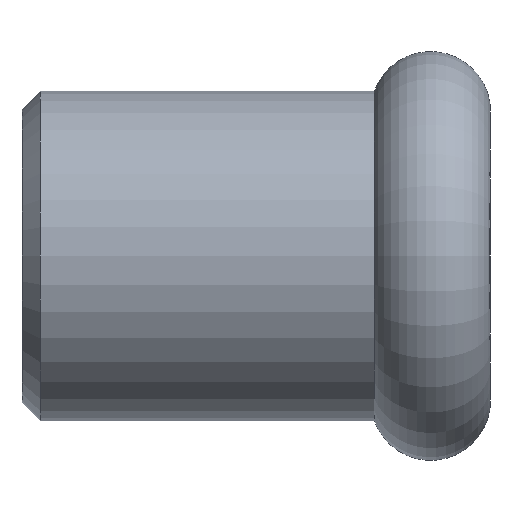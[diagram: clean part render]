
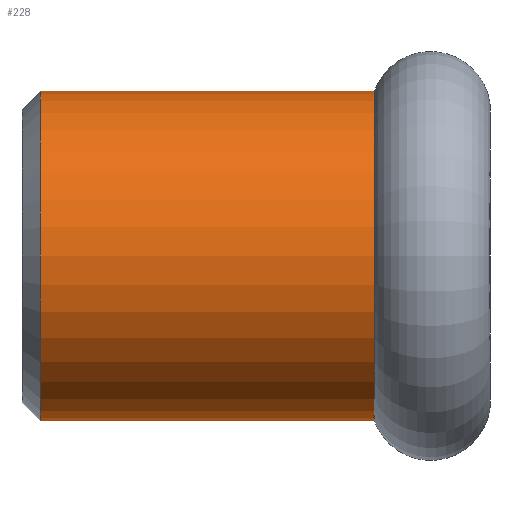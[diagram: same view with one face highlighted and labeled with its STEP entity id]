
A CAD part, left-side view. The second image highlights one B-rep face of the part: STEP entity #228.
In plain terms, the highlighted cylindrical face has radius 9.15 mm (diameter 18.3 mm), a full revolution.
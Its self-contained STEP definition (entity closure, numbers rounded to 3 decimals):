
#30=LINE('',#437,#35);
#35=VECTOR('',#363,9.15);
#39=CYLINDRICAL_SURFACE('',#284,9.15);
#49=FACE_OUTER_BOUND('',#61,.T.);
#61=EDGE_LOOP('',(#191,#192,#193,#194,#195,#196));
#65=CIRCLE('',#253,9.15);
#66=CIRCLE('',#254,9.15);
#87=CIRCLE('',#281,9.15);
#88=CIRCLE('',#282,9.15);
#93=VERTEX_POINT('',#381);
#94=VERTEX_POINT('',#382);
#112=VERTEX_POINT('',#430);
#113=VERTEX_POINT('',#432);
#116=EDGE_CURVE('',#93,#94,#65,.T.);
#117=EDGE_CURVE('',#94,#93,#66,.T.);
#141=EDGE_CURVE('',#112,#113,#87,.T.);
#142=EDGE_CURVE('',#113,#112,#88,.T.);
#143=EDGE_CURVE('',#112,#94,#30,.T.);
#191=ORIENTED_EDGE('',*,*,#142,.F.);
#192=ORIENTED_EDGE('',*,*,#141,.F.);
#193=ORIENTED_EDGE('',*,*,#143,.T.);
#194=ORIENTED_EDGE('',*,*,#117,.T.);
#195=ORIENTED_EDGE('',*,*,#116,.T.);
#196=ORIENTED_EDGE('',*,*,#143,.F.);
#228=ADVANCED_FACE('',(#49),#39,.T.);
#253=AXIS2_PLACEMENT_3D('',#383,#296,#297);
#254=AXIS2_PLACEMENT_3D('',#384,#298,#299);
#281=AXIS2_PLACEMENT_3D('',#433,#355,#356);
#282=AXIS2_PLACEMENT_3D('',#434,#357,#358);
#284=AXIS2_PLACEMENT_3D('',#436,#361,#362);
#296=DIRECTION('center_axis',(0.,1.,0.));
#297=DIRECTION('ref_axis',(0.,0.,1.));
#298=DIRECTION('center_axis',(0.,1.,0.));
#299=DIRECTION('ref_axis',(0.,0.,1.));
#355=DIRECTION('center_axis',(0.,1.,0.));
#356=DIRECTION('ref_axis',(1.,0.,0.));
#357=DIRECTION('center_axis',(0.,1.,0.));
#358=DIRECTION('ref_axis',(1.,0.,0.));
#361=DIRECTION('center_axis',(0.,1.,0.));
#362=DIRECTION('ref_axis',(0.,0.,1.));
#363=DIRECTION('',(0.,-1.,0.));
#381=CARTESIAN_POINT('',(0.,6.431,9.15));
#382=CARTESIAN_POINT('',(0.,6.431,-9.15));
#383=CARTESIAN_POINT('Origin',(0.,6.431,0.));
#384=CARTESIAN_POINT('Origin',(0.,6.431,0.));
#430=CARTESIAN_POINT('',(0.,25.,-9.15));
#432=CARTESIAN_POINT('',(0.,25.,9.15));
#433=CARTESIAN_POINT('Origin',(0.,25.,0.));
#434=CARTESIAN_POINT('Origin',(0.,25.,0.));
#436=CARTESIAN_POINT('Origin',(0.,13.216,0.));
#437=CARTESIAN_POINT('',(0.,13.216,-9.15));
